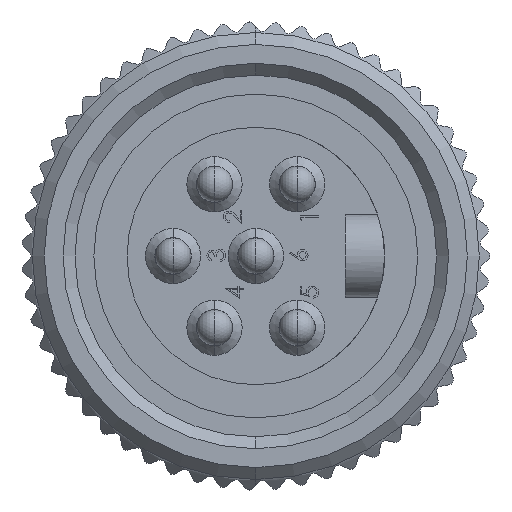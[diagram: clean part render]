
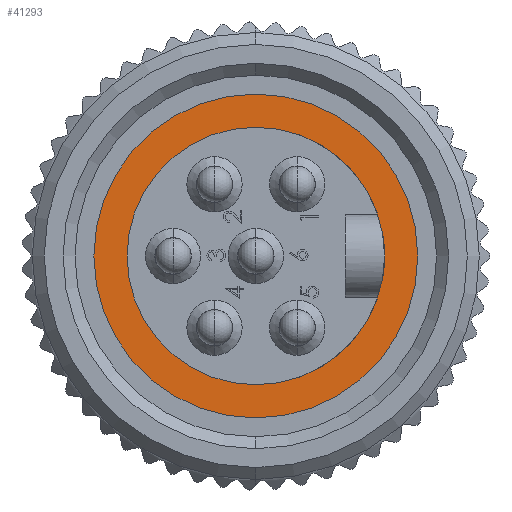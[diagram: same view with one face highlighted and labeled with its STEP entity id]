
A CAD part, left-side view. The second image highlights one B-rep face of the part: STEP entity #41293.
In plain terms, the highlighted planar face has unit normal (-1, 0, 0).
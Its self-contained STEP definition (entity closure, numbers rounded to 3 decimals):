
#2387 = DIRECTION ( 'NONE',  ( 0., 0., 1. ) ) ;
#2903 = EDGE_CURVE ( 'NONE', #39487, #24304, #24943, .T. ) ;
#3345 = FACE_OUTER_BOUND ( 'NONE', #44923, .T. ) ;
#3597 = PLANE ( 'NONE',  #37906 ) ;
#4736 = ORIENTED_EDGE ( 'NONE', *, *, #22112, .F. ) ;
#5394 = DIRECTION ( 'NONE',  ( -1., 0., 0. ) ) ;
#7280 = DIRECTION ( 'NONE',  ( -1., 0., 0. ) ) ;
#10204 = ORIENTED_EDGE ( 'NONE', *, *, #26224, .T. ) ;
#10419 = EDGE_LOOP ( 'NONE', ( #4736, #27033 ) ) ;
#11844 = CARTESIAN_POINT ( 'NONE',  ( -32.195, 0., 0. ) ) ;
#13011 = FACE_BOUND ( 'NONE', #10419, .T. ) ;
#13320 = VERTEX_POINT ( 'NONE', #38700 ) ;
#13632 = CARTESIAN_POINT ( 'NONE',  ( -32.195, 0., 7.11 ) ) ;
#15516 = DIRECTION ( 'NONE',  ( 0., 0., 1. ) ) ;
#17656 = CARTESIAN_POINT ( 'NONE',  ( -32.195, 0., -7.11 ) ) ;
#17946 = DIRECTION ( 'NONE',  ( -1., 0., 0. ) ) ;
#18907 = CIRCLE ( 'NONE', #39291, 7.11 ) ;
#21496 = AXIS2_PLACEMENT_3D ( 'NONE', #11844, #37372, #15516 ) ;
#21840 = CARTESIAN_POINT ( 'NONE',  ( -32.195, 0., 0. ) ) ;
#22112 = EDGE_CURVE ( 'NONE', #24304, #39487, #18907, .T. ) ;
#23393 = AXIS2_PLACEMENT_3D ( 'NONE', #27333, #5394, #30942 ) ;
#24304 = VERTEX_POINT ( 'NONE', #13632 ) ;
#24342 = DIRECTION ( 'NONE',  ( -1., 0., 0. ) ) ;
#24943 = CIRCLE ( 'NONE', #21496, 7.11 ) ;
#25520 = CARTESIAN_POINT ( 'NONE',  ( -32.195, 0., 8.94 ) ) ;
#26224 = EDGE_CURVE ( 'NONE', #13320, #46174, #34776, .T. ) ;
#27033 = ORIENTED_EDGE ( 'NONE', *, *, #2903, .F. ) ;
#27333 = CARTESIAN_POINT ( 'NONE',  ( -32.195, 0., 0. ) ) ;
#27612 = AXIS2_PLACEMENT_3D ( 'NONE', #39732, #17946, #43374 ) ;
#29663 = EDGE_CURVE ( 'NONE', #46174, #13320, #37818, .T. ) ;
#30942 = DIRECTION ( 'NONE',  ( 0., 0., 1. ) ) ;
#32850 = DIRECTION ( 'NONE',  ( 0., 0., 1. ) ) ;
#34776 = CIRCLE ( 'NONE', #27612, 8.94 ) ;
#37372 = DIRECTION ( 'NONE',  ( -1., 0., 0. ) ) ;
#37818 = CIRCLE ( 'NONE', #23393, 8.94 ) ;
#37906 = AXIS2_PLACEMENT_3D ( 'NONE', #21840, #7280, #32850 ) ;
#38700 = CARTESIAN_POINT ( 'NONE',  ( -32.195, 0., -8.94 ) ) ;
#39291 = AXIS2_PLACEMENT_3D ( 'NONE', #46027, #24342, #2387 ) ;
#39487 = VERTEX_POINT ( 'NONE', #17656 ) ;
#39732 = CARTESIAN_POINT ( 'NONE',  ( -32.195, 0., 0. ) ) ;
#41293 = ADVANCED_FACE ( 'NONE', ( #13011, #3345 ), #3597, .T. ) ;
#43374 = DIRECTION ( 'NONE',  ( 0., 0., 1. ) ) ;
#44923 = EDGE_LOOP ( 'NONE', ( #46379, #10204 ) ) ;
#46027 = CARTESIAN_POINT ( 'NONE',  ( -32.195, 0., 0. ) ) ;
#46174 = VERTEX_POINT ( 'NONE', #25520 ) ;
#46379 = ORIENTED_EDGE ( 'NONE', *, *, #29663, .T. ) ;
